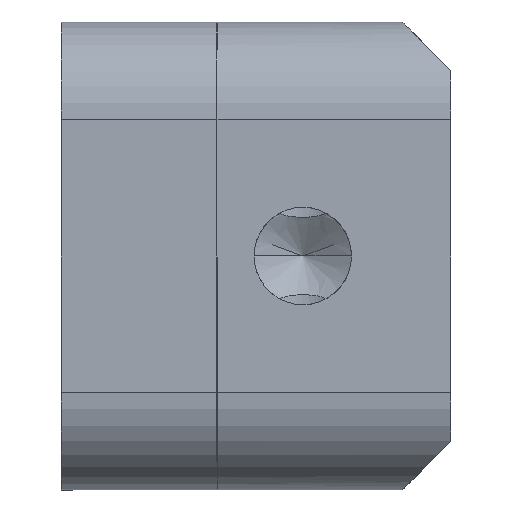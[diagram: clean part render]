
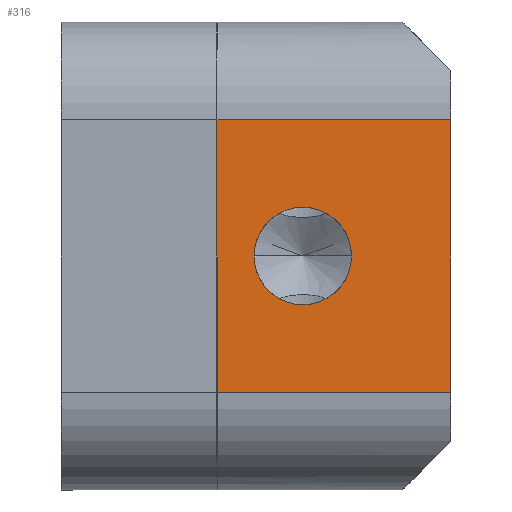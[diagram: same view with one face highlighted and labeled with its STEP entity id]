
A CAD part, left-side view. The second image highlights one B-rep face of the part: STEP entity #316.
In plain terms, the highlighted planar face has unit normal (-1, 0, 0).
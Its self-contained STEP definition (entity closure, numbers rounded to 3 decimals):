
#13 = FACE_BOUND ( 'NONE', #755, .T. ) ;
#17 = EDGE_LOOP ( 'NONE', ( #1763, #867, #1733, #749 ) ) ;
#84 = CARTESIAN_POINT ( 'NONE',  ( -18., -6., 6. ) ) ;
#96 = CARTESIAN_POINT ( 'NONE',  ( -18., 0., 2.55 ) ) ;
#176 = AXIS2_PLACEMENT_3D ( 'NONE', #1037, #273, #1076 ) ;
#179 = FACE_OUTER_BOUND ( 'NONE', #17, .T. ) ;
#267 = DIRECTION ( 'NONE',  ( 0., -1., 0. ) ) ;
#273 = DIRECTION ( 'NONE',  ( -1., 0., 0. ) ) ;
#316 = ADVANCED_FACE ( 'NONE', ( #13, #179 ), #895, .F. ) ;
#344 = VECTOR ( 'NONE', #349, 1000. ) ;
#349 = DIRECTION ( 'NONE',  ( 0., 0., 1. ) ) ;
#372 = EDGE_CURVE ( 'NONE', #1156, #1408, #696, .T. ) ;
#499 = CARTESIAN_POINT ( 'NONE',  ( -18., 3.5, 6. ) ) ;
#521 = CIRCLE ( 'NONE', #176, 1.25 ) ;
#628 = CARTESIAN_POINT ( 'NONE',  ( -18., 0., 5.05 ) ) ;
#654 = EDGE_CURVE ( 'NONE', #1408, #1156, #521, .T. ) ;
#674 = DIRECTION ( 'NONE',  ( 0., 0., -1. ) ) ;
#696 = CIRCLE ( 'NONE', #738, 1.25 ) ;
#738 = AXIS2_PLACEMENT_3D ( 'NONE', #932, #1529, #1199 ) ;
#749 = ORIENTED_EDGE ( 'NONE', *, *, #1328, .T. ) ;
#755 = EDGE_LOOP ( 'NONE', ( #1359, #1190 ) ) ;
#770 = VERTEX_POINT ( 'NONE', #928 ) ;
#790 = VECTOR ( 'NONE', #674, 1000. ) ;
#838 = LINE ( 'NONE', #84, #1841 ) ;
#867 = ORIENTED_EDGE ( 'NONE', *, *, #1382, .T. ) ;
#895 = PLANE ( 'NONE',  #1142 ) ;
#921 = CARTESIAN_POINT ( 'NONE',  ( -18., -6., 6. ) ) ;
#928 = CARTESIAN_POINT ( 'NONE',  ( -18., -3.5, 0. ) ) ;
#932 = CARTESIAN_POINT ( 'NONE',  ( -18., 0., 3.8 ) ) ;
#962 = VERTEX_POINT ( 'NONE', #1275 ) ;
#983 = LINE ( 'NONE', #1424, #344 ) ;
#1010 = DIRECTION ( 'NONE',  ( 0., -1., 0. ) ) ;
#1037 = CARTESIAN_POINT ( 'NONE',  ( -18., 0., 3.8 ) ) ;
#1058 = DIRECTION ( 'NONE',  ( 0., 0., -1. ) ) ;
#1076 = DIRECTION ( 'NONE',  ( 0., 0., 1. ) ) ;
#1142 = AXIS2_PLACEMENT_3D ( 'NONE', #921, #1370, #1058 ) ;
#1156 = VERTEX_POINT ( 'NONE', #628 ) ;
#1190 = ORIENTED_EDGE ( 'NONE', *, *, #654, .F. ) ;
#1199 = DIRECTION ( 'NONE',  ( 0., 0., 1. ) ) ;
#1270 = CARTESIAN_POINT ( 'NONE',  ( -18., 3.5, 6. ) ) ;
#1275 = CARTESIAN_POINT ( 'NONE',  ( -18., -3.5, 6. ) ) ;
#1328 = EDGE_CURVE ( 'NONE', #770, #962, #983, .T. ) ;
#1336 = CARTESIAN_POINT ( 'NONE',  ( -18., -6., 0. ) ) ;
#1359 = ORIENTED_EDGE ( 'NONE', *, *, #372, .F. ) ;
#1370 = DIRECTION ( 'NONE',  ( 1., 0., 0. ) ) ;
#1382 = EDGE_CURVE ( 'NONE', #1455, #1585, #1879, .T. ) ;
#1408 = VERTEX_POINT ( 'NONE', #96 ) ;
#1424 = CARTESIAN_POINT ( 'NONE',  ( -18., -3.5, 6. ) ) ;
#1455 = VERTEX_POINT ( 'NONE', #1270 ) ;
#1529 = DIRECTION ( 'NONE',  ( -1., 0., 0. ) ) ;
#1585 = VERTEX_POINT ( 'NONE', #1758 ) ;
#1699 = EDGE_CURVE ( 'NONE', #1585, #770, #1916, .T. ) ;
#1733 = ORIENTED_EDGE ( 'NONE', *, *, #1699, .T. ) ;
#1758 = CARTESIAN_POINT ( 'NONE',  ( -18., 3.5, 0. ) ) ;
#1763 = ORIENTED_EDGE ( 'NONE', *, *, #1873, .F. ) ;
#1841 = VECTOR ( 'NONE', #267, 1000. ) ;
#1873 = EDGE_CURVE ( 'NONE', #1455, #962, #838, .T. ) ;
#1879 = LINE ( 'NONE', #499, #790 ) ;
#1913 = VECTOR ( 'NONE', #1010, 1000. ) ;
#1916 = LINE ( 'NONE', #1336, #1913 ) ;
